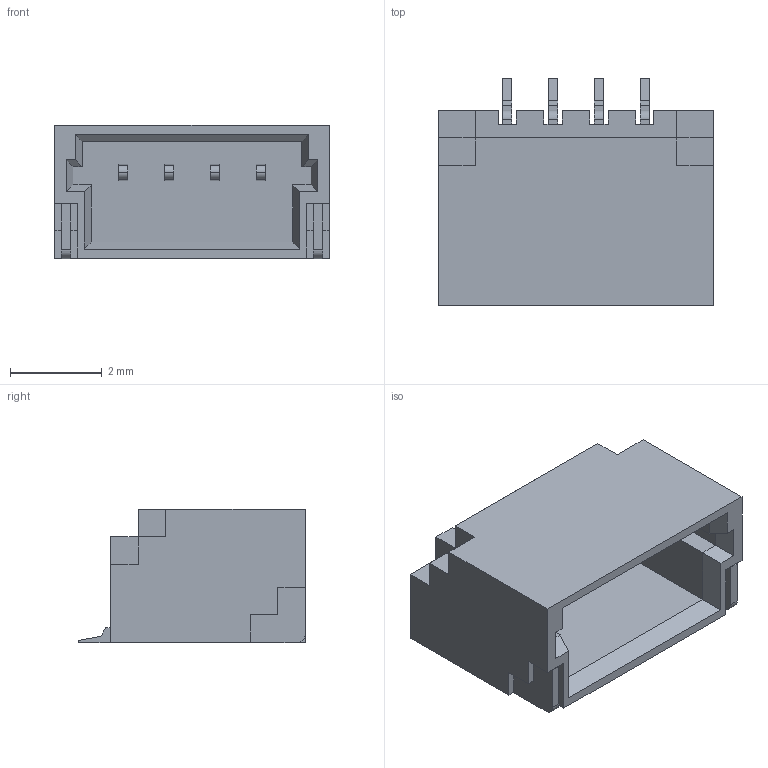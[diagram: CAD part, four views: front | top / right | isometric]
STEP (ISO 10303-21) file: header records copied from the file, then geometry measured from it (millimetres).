
FILE_DESCRIPTION(/* description */ ('STEP AP214'),/* implementation_level */ '2;1');
FILE_NAME(/* name */ 'CONN-SMD_SR1.step',/* time_stamp */ '2024-10-02T11:01:47-07:00',/* author */ (''),/* organization */ (''),/* preprocessor_version */ 'ST-DEVELOPER v20',/* originating_system */ 'Autodesk Translation Framework v13.20.0.188',/* authorisation */ '');
FILE_SCHEMA (('AUTOMOTIVE_DESIGN { 1 0 10303 214 3 1 1 }'));
Length unit declared in the file: millimetre
Products named in the file (1): CONN-SMD_SR1.00-WS-4P
Bounding box: 6 x 4.95 x 2.91 mm (x, y, z)
Volume: 38.9 mm3; surface area: 177.5 mm2
Topology: 1 solids, 1 shells, 161 faces, 432 edges, 278 vertices
Faces by surface type: plane 147, cylinder 14
Entity records: 5129 total; most frequent: CARTESIAN_POINT 872, ORIENTED_EDGE 864, DIRECTION 784, EDGE_CURVE 432, LINE 404, VECTOR 404, VERTEX_POINT 278, AXIS2_PLACEMENT_3D 190
